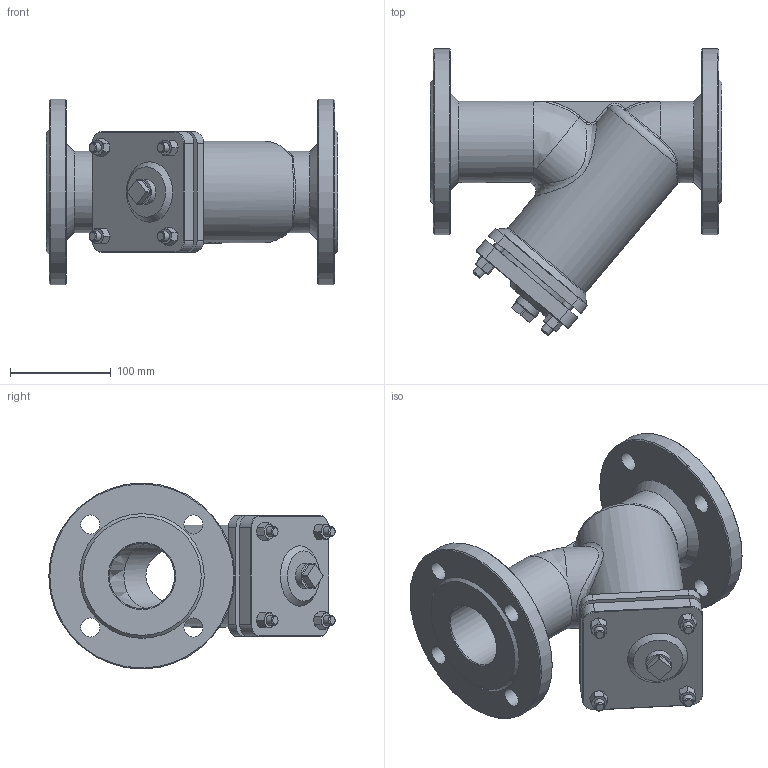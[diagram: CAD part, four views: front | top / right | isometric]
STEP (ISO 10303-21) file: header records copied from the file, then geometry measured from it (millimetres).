
FILE_DESCRIPTION(/* description */ (''),/* implementation_level */ '2;1');
FILE_NAME(/* name */ 'DN65_3D_STEP.stp',/* time_stamp */ '2025-12-18T18:25:19+03:00',/* author */ ('igorr'),/* organization */ (''),/* preprocessor_version */ 'ST-DEVELOPER v20',/* originating_system */ 'Autodesk Inventor 2025',/* authorisation */ '');
FILE_SCHEMA (('AUTOMOTIVE_DESIGN { 1 0 10303 214 3 1 1 }'));
Length unit declared in the file: millimetre
Products named in the file (3): Сборка; Деталь1; ANSI B18.2.4.2M - M10x1,5
Assembly tree (5 placements, depth 2):
  Сборка
    Деталь1
    ANSI B18.2.4.2M - M10x1,5  x4
Bounding box: 290 x 284.73 x 185 mm (x, y, z)
Volume: 2538563.4 mm3; surface area: 325445.2 mm2
Topology: 5 solids, 5 shells, 312 faces, 747 edges, 459 vertices
Faces by surface type: plane 110, cone 74, cylinder 69, bspline 43, torus 14, sphere 2
Full cylindrical faces by diameter (mm): 8.376 x4, 10 x8, 19 x8, 25 x1, 65 x4, 81 x2, 101 x2, 185 x2
Entity records: 9166 total; most frequent: CARTESIAN_POINT 3200, ORIENTED_EDGE 1182, DIRECTION 1134, EDGE_CURVE 591, AXIS2_PLACEMENT_3D 449, VERTEX_POINT 372, EDGE_LOOP 291, FACE_OUTER_BOUND 243
